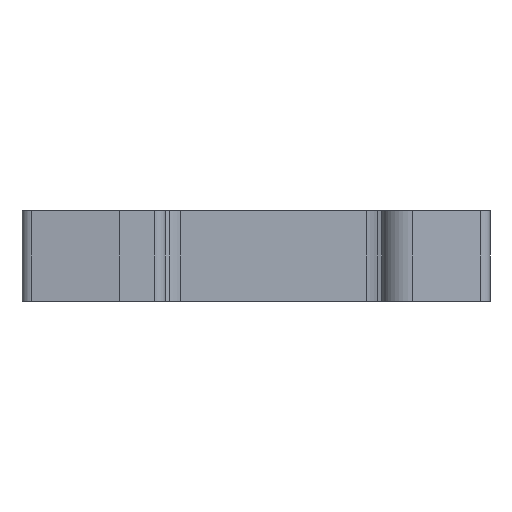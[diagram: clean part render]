
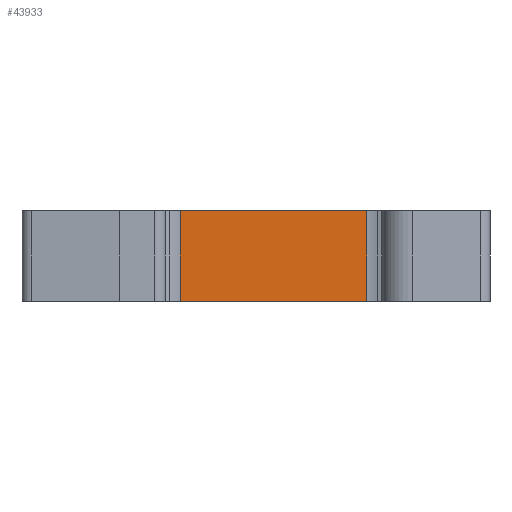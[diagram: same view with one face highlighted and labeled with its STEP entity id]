
A CAD part, front view. The second image highlights one B-rep face of the part: STEP entity #43933.
In plain terms, the highlighted planar face has unit normal (0, -1, 0).
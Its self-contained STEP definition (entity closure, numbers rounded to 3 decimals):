
#18580 = PLANE('',#18581);
#18581 = AXIS2_PLACEMENT_3D('',#18582,#18583,#18584);
#18582 = CARTESIAN_POINT('',(0.,14.,13.));
#18583 = DIRECTION('',(0.,0.,1.));
#18584 = DIRECTION('',(1.,0.,0.));
#19321 = PLANE('',#19322);
#19322 = AXIS2_PLACEMENT_3D('',#19323,#19324,#19325);
#19323 = CARTESIAN_POINT('',(0.,14.,0.));
#19324 = DIRECTION('',(0.,0.,-1.));
#19325 = DIRECTION('',(-1.,0.,0.));
#26662 = VERTEX_POINT('',#26663);
#26663 = CARTESIAN_POINT('',(13.321,1.,0.));
#26682 = CYLINDRICAL_SURFACE('',#26683,5.);
#26683 = AXIS2_PLACEMENT_3D('',#26684,#26685,#26686);
#26684 = CARTESIAN_POINT('',(13.321,-4.,-9.5));
#26685 = DIRECTION('',(0.,0.,1.));
#26686 = DIRECTION('',(1.,0.,0.));
#26694 = EDGE_CURVE('',#26695,#26662,#26697,.T.);
#26695 = VERTEX_POINT('',#26696);
#26696 = CARTESIAN_POINT('',(-13.321,1.,0.));
#26697 = SURFACE_CURVE('',#26698,(#26702,#26709),.PCURVE_S1.);
#26698 = LINE('',#26699,#26700);
#26699 = CARTESIAN_POINT('',(0.,1.,0.));
#26700 = VECTOR('',#26701,1.);
#26701 = DIRECTION('',(1.,0.,0.));
#26702 = PCURVE('',#19321,#26703);
#26703 = DEFINITIONAL_REPRESENTATION('',(#26704),#26708);
#26704 = LINE('',#26705,#26706);
#26705 = CARTESIAN_POINT('',(0.,-13.));
#26706 = VECTOR('',#26707,1.);
#26707 = DIRECTION('',(-1.,0.));
#26708 = ( GEOMETRIC_REPRESENTATION_CONTEXT(2) 
PARAMETRIC_REPRESENTATION_CONTEXT() REPRESENTATION_CONTEXT('2D SPACE',''
  ) );
#26709 = PCURVE('',#26710,#26715);
#26710 = PLANE('',#26711);
#26711 = AXIS2_PLACEMENT_3D('',#26712,#26713,#26714);
#26712 = CARTESIAN_POINT('',(0.,1.,-9.5));
#26713 = DIRECTION('',(0.,1.,0.));
#26714 = DIRECTION('',(0.,0.,1.));
#26715 = DEFINITIONAL_REPRESENTATION('',(#26716),#26720);
#26716 = LINE('',#26717,#26718);
#26717 = CARTESIAN_POINT('',(9.5,0.));
#26718 = VECTOR('',#26719,1.);
#26719 = DIRECTION('',(0.,1.));
#26720 = ( GEOMETRIC_REPRESENTATION_CONTEXT(2) 
PARAMETRIC_REPRESENTATION_CONTEXT() REPRESENTATION_CONTEXT('2D SPACE',''
  ) );
#26743 = CYLINDRICAL_SURFACE('',#26744,5.);
#26744 = AXIS2_PLACEMENT_3D('',#26745,#26746,#26747);
#26745 = CARTESIAN_POINT('',(-13.321,-4.,-9.5));
#26746 = DIRECTION('',(0.,0.,-1.));
#26747 = DIRECTION('',(-1.,0.,0.));
#36817 = VERTEX_POINT('',#36818);
#36818 = CARTESIAN_POINT('',(-13.321,1.,13.));
#36844 = EDGE_CURVE('',#36845,#36817,#36847,.T.);
#36845 = VERTEX_POINT('',#36846);
#36846 = CARTESIAN_POINT('',(13.321,1.,13.));
#36847 = SURFACE_CURVE('',#36848,(#36852,#36859),.PCURVE_S1.);
#36848 = LINE('',#36849,#36850);
#36849 = CARTESIAN_POINT('',(0.,1.,13.));
#36850 = VECTOR('',#36851,1.);
#36851 = DIRECTION('',(-1.,0.,0.));
#36852 = PCURVE('',#18580,#36853);
#36853 = DEFINITIONAL_REPRESENTATION('',(#36854),#36858);
#36854 = LINE('',#36855,#36856);
#36855 = CARTESIAN_POINT('',(0.,-13.));
#36856 = VECTOR('',#36857,1.);
#36857 = DIRECTION('',(-1.,0.));
#36858 = ( GEOMETRIC_REPRESENTATION_CONTEXT(2) 
PARAMETRIC_REPRESENTATION_CONTEXT() REPRESENTATION_CONTEXT('2D SPACE',''
  ) );
#36859 = PCURVE('',#26710,#36860);
#36860 = DEFINITIONAL_REPRESENTATION('',(#36861),#36865);
#36861 = LINE('',#36862,#36863);
#36862 = CARTESIAN_POINT('',(22.5,0.));
#36863 = VECTOR('',#36864,1.);
#36864 = DIRECTION('',(0.,-1.));
#36865 = ( GEOMETRIC_REPRESENTATION_CONTEXT(2) 
PARAMETRIC_REPRESENTATION_CONTEXT() REPRESENTATION_CONTEXT('2D SPACE',''
  ) );
#43933 = ADVANCED_FACE('',(#43934),#26710,.F.);
#43934 = FACE_BOUND('',#43935,.T.);
#43935 = EDGE_LOOP('',(#43936,#43937,#43958,#43959));
#43936 = ORIENTED_EDGE('',*,*,#36844,.T.);
#43937 = ORIENTED_EDGE('',*,*,#43938,.T.);
#43938 = EDGE_CURVE('',#36817,#26695,#43939,.T.);
#43939 = SURFACE_CURVE('',#43940,(#43944,#43951),.PCURVE_S1.);
#43940 = LINE('',#43941,#43942);
#43941 = CARTESIAN_POINT('',(-13.321,1.,-9.5));
#43942 = VECTOR('',#43943,1.);
#43943 = DIRECTION('',(0.,0.,-1.));
#43944 = PCURVE('',#26710,#43945);
#43945 = DEFINITIONAL_REPRESENTATION('',(#43946),#43950);
#43946 = LINE('',#43947,#43948);
#43947 = CARTESIAN_POINT('',(0.,-13.321));
#43948 = VECTOR('',#43949,1.);
#43949 = DIRECTION('',(-1.,0.));
#43950 = ( GEOMETRIC_REPRESENTATION_CONTEXT(2) 
PARAMETRIC_REPRESENTATION_CONTEXT() REPRESENTATION_CONTEXT('2D SPACE',''
  ) );
#43951 = PCURVE('',#26743,#43952);
#43952 = DEFINITIONAL_REPRESENTATION('',(#43953),#43957);
#43953 = LINE('',#43954,#43955);
#43954 = CARTESIAN_POINT('',(1.571,0.));
#43955 = VECTOR('',#43956,1.);
#43956 = DIRECTION('',(0.,1.));
#43957 = ( GEOMETRIC_REPRESENTATION_CONTEXT(2) 
PARAMETRIC_REPRESENTATION_CONTEXT() REPRESENTATION_CONTEXT('2D SPACE',''
  ) );
#43958 = ORIENTED_EDGE('',*,*,#26694,.T.);
#43959 = ORIENTED_EDGE('',*,*,#43960,.T.);
#43960 = EDGE_CURVE('',#26662,#36845,#43961,.T.);
#43961 = SURFACE_CURVE('',#43962,(#43966,#43973),.PCURVE_S1.);
#43962 = LINE('',#43963,#43964);
#43963 = CARTESIAN_POINT('',(13.321,1.,-9.5));
#43964 = VECTOR('',#43965,1.);
#43965 = DIRECTION('',(0.,0.,1.));
#43966 = PCURVE('',#26710,#43967);
#43967 = DEFINITIONAL_REPRESENTATION('',(#43968),#43972);
#43968 = LINE('',#43969,#43970);
#43969 = CARTESIAN_POINT('',(0.,13.321));
#43970 = VECTOR('',#43971,1.);
#43971 = DIRECTION('',(1.,0.));
#43972 = ( GEOMETRIC_REPRESENTATION_CONTEXT(2) 
PARAMETRIC_REPRESENTATION_CONTEXT() REPRESENTATION_CONTEXT('2D SPACE',''
  ) );
#43973 = PCURVE('',#26682,#43974);
#43974 = DEFINITIONAL_REPRESENTATION('',(#43975),#43979);
#43975 = LINE('',#43976,#43977);
#43976 = CARTESIAN_POINT('',(1.571,0.));
#43977 = VECTOR('',#43978,1.);
#43978 = DIRECTION('',(0.,1.));
#43979 = ( GEOMETRIC_REPRESENTATION_CONTEXT(2) 
PARAMETRIC_REPRESENTATION_CONTEXT() REPRESENTATION_CONTEXT('2D SPACE',''
  ) );
